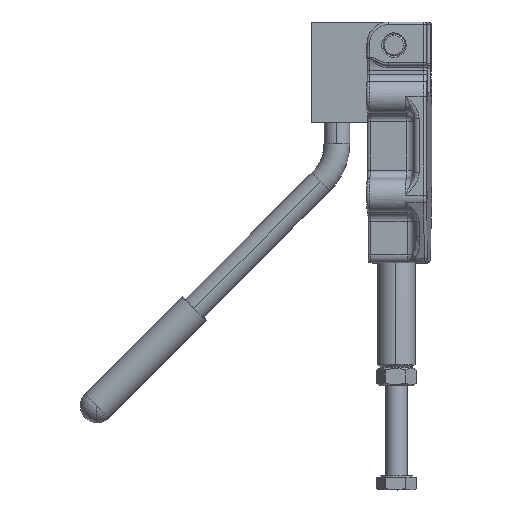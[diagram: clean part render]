
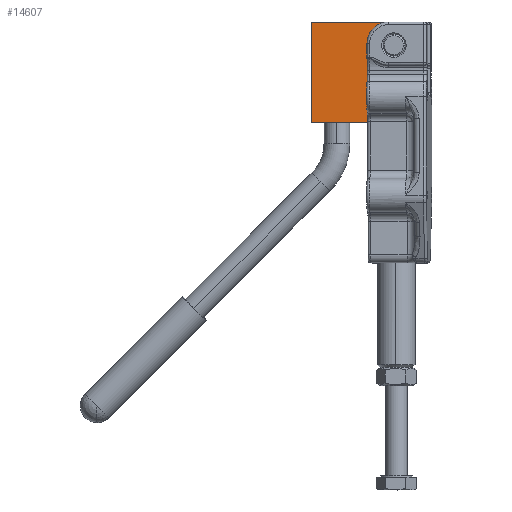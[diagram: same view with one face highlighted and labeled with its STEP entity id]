
A CAD part, top view. The second image highlights one B-rep face of the part: STEP entity #14607.
In plain terms, the highlighted face is planar.
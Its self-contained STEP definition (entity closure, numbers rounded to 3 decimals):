
#11279=CARTESIAN_POINT('',(51.45,-25.7,12.0));
#11280=VERTEX_POINT('',#11279);
#11287=CARTESIAN_POINT('',(59.45,-25.7,12.));
#11288=VERTEX_POINT('',#11287);
#11289=CARTESIAN_POINT('',(55.45,-25.7,12.));
#11290=DIRECTION('',(0.0,-1.0,0.0));
#11291=DIRECTION('',(-1.0,0.0,0.0));
#11292=AXIS2_PLACEMENT_3D('',#11289,#11290,#11291);
#11293=CIRCLE('',#11292,4.0);
#11294=EDGE_CURVE('',#11280,#11288,#11293,.T.);
#12344=CARTESIAN_POINT('',(26.95,-25.7,4.));
#12345=VERTEX_POINT('',#12344);
#12352=CARTESIAN_POINT('',(26.95,-25.7,43.));
#12353=VERTEX_POINT('',#12352);
#12354=CARTESIAN_POINT('',(26.95,-25.7,4.));
#12355=DIRECTION('',(0.0,0.0,1.0));
#12356=VECTOR('',#12355,39.);
#12357=LINE('',#12354,#12356);
#12358=EDGE_CURVE('',#12345,#12353,#12357,.T.);
#14307=CARTESIAN_POINT('',(63.95,-25.7,43.));
#14308=VERTEX_POINT('',#14307);
#14315=CARTESIAN_POINT('',(63.95,-25.7,4.));
#14316=VERTEX_POINT('',#14315);
#14317=CARTESIAN_POINT('',(63.95,-25.7,43.));
#14318=DIRECTION('',(0.0,0.0,-1.0));
#14319=VECTOR('',#14318,39.);
#14320=LINE('',#14317,#14319);
#14321=EDGE_CURVE('',#14308,#14316,#14320,.T.);
#14552=CARTESIAN_POINT('',(63.95,-25.7,4.));
#14553=DIRECTION('',(-1.0,0.0,0.0));
#14554=VECTOR('',#14553,37.);
#14555=LINE('',#14552,#14554);
#14556=EDGE_CURVE('',#14316,#12345,#14555,.T.);
#14570=CARTESIAN_POINT('',(26.95,-25.7,43.));
#14571=DIRECTION('',(1.0,0.0,0.0));
#14572=VECTOR('',#14571,37.);
#14573=LINE('',#14570,#14572);
#14574=EDGE_CURVE('',#12353,#14308,#14573,.T.);
#14586=CARTESIAN_POINT('',(45.45,-25.7,23.5));
#14587=DIRECTION('',(0.0,-1.0,0.0));
#14588=DIRECTION('',(1.0,0.0,0.0));
#14589=AXIS2_PLACEMENT_3D('',#14586,#14587,#14588);
#14590=PLANE('',#14589);
#14591=ORIENTED_EDGE('',*,*,#12358,.F.);
#14592=ORIENTED_EDGE('',*,*,#14556,.F.);
#14593=ORIENTED_EDGE('',*,*,#14321,.F.);
#14594=ORIENTED_EDGE('',*,*,#14574,.F.);
#14595=EDGE_LOOP('',(#14591,#14592,#14593,#14594));
#14596=FACE_OUTER_BOUND('',#14595,.T.);
#14597=CARTESIAN_POINT('',(55.45,-25.7,12.));
#14598=DIRECTION('',(0.0,-1.0,0.0));
#14599=DIRECTION('',(-1.0,0.0,0.0));
#14600=AXIS2_PLACEMENT_3D('',#14597,#14598,#14599);
#14601=CIRCLE('',#14600,4.0);
#14602=EDGE_CURVE('',#11288,#11280,#14601,.T.);
#14603=ORIENTED_EDGE('',*,*,#14602,.F.);
#14604=ORIENTED_EDGE('',*,*,#11294,.F.);
#14605=EDGE_LOOP('',(#14603,#14604));
#14606=FACE_BOUND('',#14605,.T.);
#14607=ADVANCED_FACE('',(#14596,#14606),#14590,.T.);
